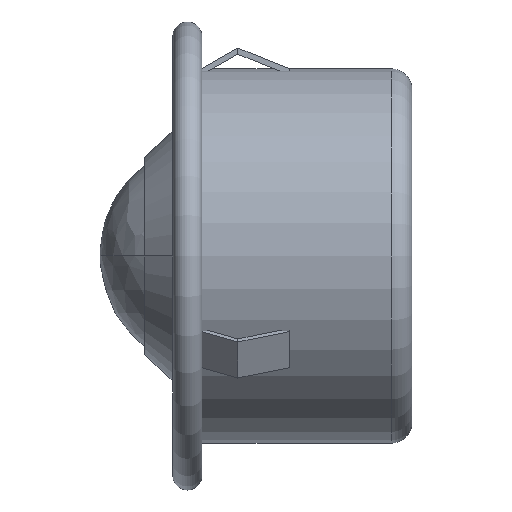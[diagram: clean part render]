
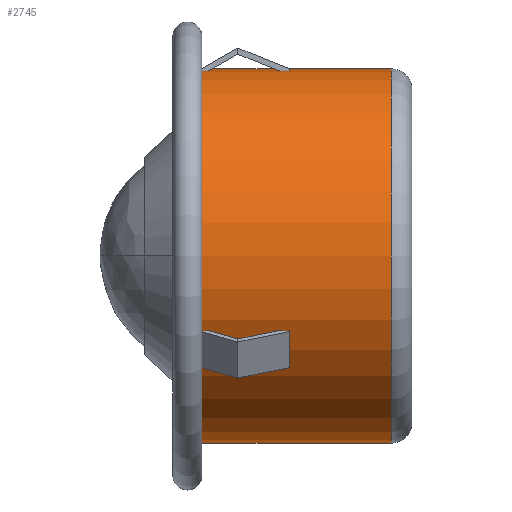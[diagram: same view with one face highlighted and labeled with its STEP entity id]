
A CAD part, left-side view. The second image highlights one B-rep face of the part: STEP entity #2745.
In plain terms, the highlighted cylindrical face has radius 18 mm (diameter 36 mm), a partial arc.
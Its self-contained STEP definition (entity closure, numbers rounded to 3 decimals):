
#257 = DIRECTION ( 'NONE',  ( 0., 1., 0. ) ) ;
#389 = AXIS2_PLACEMENT_3D ( 'NONE', #2701, #257, #790 ) ;
#573 = EDGE_CURVE ( 'NONE', #2496, #1134, #1867, .T. ) ;
#586 = CIRCLE ( 'NONE', #2502, 18. ) ;
#646 = EDGE_CURVE ( 'NONE', #2496, #3119, #1217, .T. ) ;
#650 = ORIENTED_EDGE ( 'NONE', *, *, #573, .F. ) ;
#678 = FACE_OUTER_BOUND ( 'NONE', #1808, .T. ) ;
#759 = DIRECTION ( 'NONE',  ( 0., 1., 0. ) ) ;
#790 = DIRECTION ( 'NONE',  ( 0., 0., 1. ) ) ;
#826 = LINE ( 'NONE', #3016, #1162 ) ;
#881 = DIRECTION ( 'NONE',  ( 0., -1., 0. ) ) ;
#1039 = VECTOR ( 'NONE', #3212, 1000. ) ;
#1134 = VERTEX_POINT ( 'NONE', #2492 ) ;
#1162 = VECTOR ( 'NONE', #759, 1000. ) ;
#1207 = CARTESIAN_POINT ( 'NONE',  ( 549.901, 106.524, 18. ) ) ;
#1217 = LINE ( 'NONE', #2195, #1039 ) ;
#1230 = VERTEX_POINT ( 'NONE', #2648 ) ;
#1425 = CYLINDRICAL_SURFACE ( 'NONE', #389, 18. ) ;
#1442 = DIRECTION ( 'NONE',  ( 0., 0., -1. ) ) ;
#1734 = DIRECTION ( 'NONE',  ( 0., -1., 0. ) ) ;
#1808 = EDGE_LOOP ( 'NONE', ( #2132, #650, #2658, #2511 ) ) ;
#1867 = CIRCLE ( 'NONE', #2384, 18. ) ;
#2132 = ORIENTED_EDGE ( 'NONE', *, *, #2534, .F. ) ;
#2195 = CARTESIAN_POINT ( 'NONE',  ( 549.901, 88.324, 18. ) ) ;
#2275 = CARTESIAN_POINT ( 'NONE',  ( 549.901, 88.324, 18. ) ) ;
#2384 = AXIS2_PLACEMENT_3D ( 'NONE', #2619, #881, #2935 ) ;
#2407 = EDGE_CURVE ( 'NONE', #3119, #1230, #586, .T. ) ;
#2452 = CARTESIAN_POINT ( 'NONE',  ( 549.901, 106.524, 0. ) ) ;
#2492 = CARTESIAN_POINT ( 'NONE',  ( 549.901, 88.324, -18. ) ) ;
#2496 = VERTEX_POINT ( 'NONE', #2275 ) ;
#2502 = AXIS2_PLACEMENT_3D ( 'NONE', #2452, #1734, #1442 ) ;
#2511 = ORIENTED_EDGE ( 'NONE', *, *, #2407, .T. ) ;
#2534 = EDGE_CURVE ( 'NONE', #1134, #1230, #826, .T. ) ;
#2619 = CARTESIAN_POINT ( 'NONE',  ( 549.901, 88.324, 0. ) ) ;
#2648 = CARTESIAN_POINT ( 'NONE',  ( 549.901, 106.524, -18. ) ) ;
#2658 = ORIENTED_EDGE ( 'NONE', *, *, #646, .T. ) ;
#2701 = CARTESIAN_POINT ( 'NONE',  ( 549.901, 88.324, 0. ) ) ;
#2745 = ADVANCED_FACE ( 'NONE', ( #678 ), #1425, .T. ) ;
#2935 = DIRECTION ( 'NONE',  ( 0., 0., -1. ) ) ;
#3016 = CARTESIAN_POINT ( 'NONE',  ( 549.901, 88.324, -18. ) ) ;
#3119 = VERTEX_POINT ( 'NONE', #1207 ) ;
#3212 = DIRECTION ( 'NONE',  ( 0., 1., 0. ) ) ;
